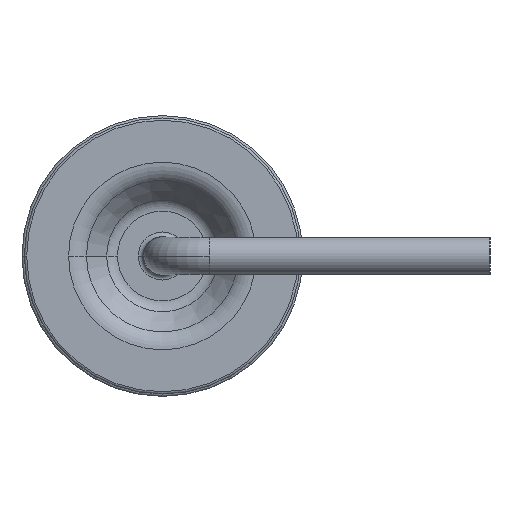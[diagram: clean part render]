
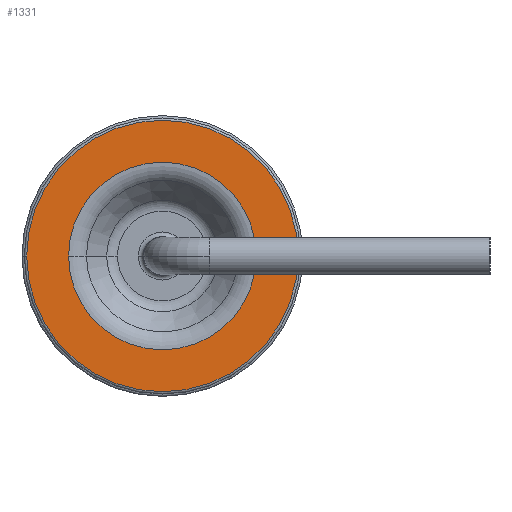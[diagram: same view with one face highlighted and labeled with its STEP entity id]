
A CAD part, left-side view. The second image highlights one B-rep face of the part: STEP entity #1331.
In plain terms, the highlighted planar face has unit normal (-1, 0, 0).
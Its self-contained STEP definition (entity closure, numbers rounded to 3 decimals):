
#227 = EDGE_CURVE('',#228,#230,#232,.T.);
#228 = VERTEX_POINT('',#229);
#229 = CARTESIAN_POINT('',(-3.515,-5.9,0.));
#230 = VERTEX_POINT('',#231);
#231 = CARTESIAN_POINT('',(-3.515,-0.1,0.));
#232 = CIRCLE('',#233,2.9);
#233 = AXIS2_PLACEMENT_3D('',#234,#235,#236);
#234 = CARTESIAN_POINT('',(-3.515,-3.,0.));
#235 = DIRECTION('',(1.,0.,0.));
#236 = DIRECTION('',(0.,-1.,0.));
#349 = VERTEX_POINT('',#350);
#350 = CARTESIAN_POINT('',(-3.515,-0.996,0.));
#357 = EDGE_CURVE('',#349,#358,#360,.T.);
#358 = VERTEX_POINT('',#359);
#359 = CARTESIAN_POINT('',(-3.515,-5.004,0.));
#360 = CIRCLE('',#361,2.004);
#361 = AXIS2_PLACEMENT_3D('',#362,#363,#364);
#362 = CARTESIAN_POINT('',(-3.515,-3.,0.));
#363 = DIRECTION('',(-1.,0.,-0.));
#364 = DIRECTION('',(0.,-1.,-0.));
#1320 = EDGE_CURVE('',#358,#349,#1321,.T.);
#1321 = CIRCLE('',#1322,2.004);
#1322 = AXIS2_PLACEMENT_3D('',#1323,#1324,#1325);
#1323 = CARTESIAN_POINT('',(-3.515,-3.,0.));
#1324 = DIRECTION('',(-1.,0.,-0.));
#1325 = DIRECTION('',(0.,-1.,-0.));
#1331 = ADVANCED_FACE('',(#1332,#1342),#1346,.F.);
#1332 = FACE_BOUND('',#1333,.T.);
#1333 = EDGE_LOOP('',(#1334,#1335));
#1334 = ORIENTED_EDGE('',*,*,#227,.F.);
#1335 = ORIENTED_EDGE('',*,*,#1336,.F.);
#1336 = EDGE_CURVE('',#230,#228,#1337,.T.);
#1337 = CIRCLE('',#1338,2.9);
#1338 = AXIS2_PLACEMENT_3D('',#1339,#1340,#1341);
#1339 = CARTESIAN_POINT('',(-3.515,-3.,0.));
#1340 = DIRECTION('',(1.,0.,0.));
#1341 = DIRECTION('',(0.,-1.,0.));
#1342 = FACE_BOUND('',#1343,.T.);
#1343 = EDGE_LOOP('',(#1344,#1345));
#1344 = ORIENTED_EDGE('',*,*,#1320,.F.);
#1345 = ORIENTED_EDGE('',*,*,#357,.F.);
#1346 = PLANE('',#1347);
#1347 = AXIS2_PLACEMENT_3D('',#1348,#1349,#1350);
#1348 = CARTESIAN_POINT('',(-3.515,-0.05,0.));
#1349 = DIRECTION('',(1.,0.,0.));
#1350 = DIRECTION('',(0.,-1.,0.));
